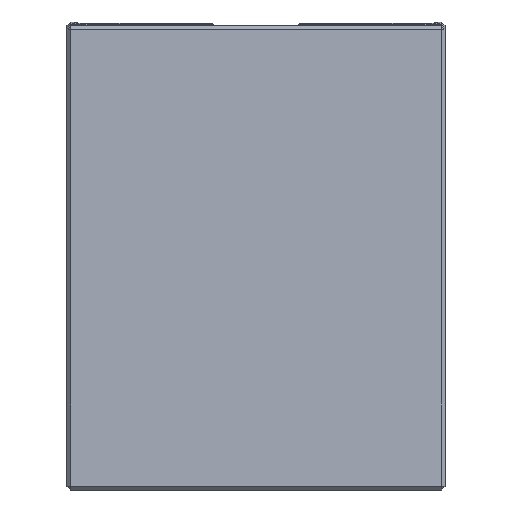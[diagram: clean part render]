
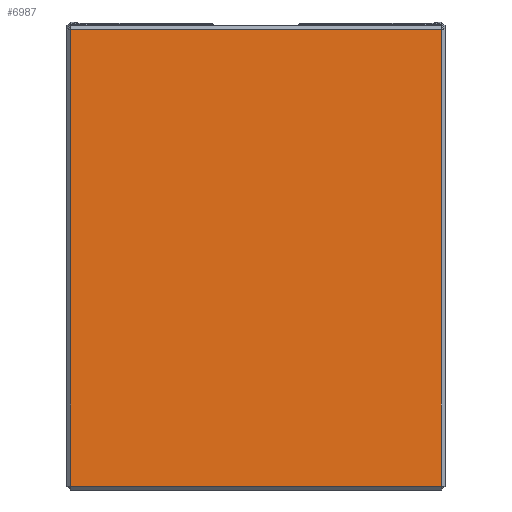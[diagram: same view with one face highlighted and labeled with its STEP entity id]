
A CAD part, front view. The second image highlights one B-rep face of the part: STEP entity #6987.
In plain terms, the highlighted planar face has unit normal (0, -0.998, 0.068).
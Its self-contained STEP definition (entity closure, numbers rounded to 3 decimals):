
#411=PLANE('',#7432);
#872=FACE_OUTER_BOUND('',#1334,.T.);
#1334=EDGE_LOOP('',(#6380,#6381,#6382,#6383));
#2174=LINE('',#12193,#3083);
#2188=LINE('',#12222,#3097);
#2193=LINE('',#12229,#3102);
#2195=LINE('',#12232,#3104);
#3083=VECTOR('',#9007,10.);
#3097=VECTOR('',#9033,10.);
#3102=VECTOR('',#9042,10.);
#3104=VECTOR('',#9046,10.);
#3655=VERTEX_POINT('',#12160);
#3664=VERTEX_POINT('',#12188);
#3667=VERTEX_POINT('',#12198);
#3671=VERTEX_POINT('',#12215);
#4542=EDGE_CURVE('',#3655,#3664,#2174,.T.);
#4556=EDGE_CURVE('',#3671,#3667,#2188,.T.);
#4561=EDGE_CURVE('',#3664,#3671,#2193,.T.);
#4563=EDGE_CURVE('',#3667,#3655,#2195,.T.);
#6380=ORIENTED_EDGE('',*,*,#4556,.F.);
#6381=ORIENTED_EDGE('',*,*,#4561,.F.);
#6382=ORIENTED_EDGE('',*,*,#4542,.F.);
#6383=ORIENTED_EDGE('',*,*,#4563,.F.);
#6987=ADVANCED_FACE('',(#872),#411,.T.);
#7432=AXIS2_PLACEMENT_3D('',#12274,#9096,#9097);
#9007=DIRECTION('',(1.,0.,0.));
#9033=DIRECTION('',(-1.,0.,0.));
#9042=DIRECTION('',(0.,-0.068,-0.998));
#9046=DIRECTION('',(0.,0.068,0.998));
#9096=DIRECTION('center_axis',(0.,-0.998,0.068));
#9097=DIRECTION('ref_axis',(0.,-0.068,-0.998));
#12160=CARTESIAN_POINT('',(-47.,-11.139,94.426));
#12188=CARTESIAN_POINT('',(47.,-11.139,94.426));
#12193=CARTESIAN_POINT('',(0.,-11.139,94.426));
#12198=CARTESIAN_POINT('',(-47.,-19.003,-21.47));
#12215=CARTESIAN_POINT('',(47.,-19.003,-21.47));
#12222=CARTESIAN_POINT('',(0.,-19.003,-21.47));
#12229=CARTESIAN_POINT('',(47.,-13.053,66.222));
#12232=CARTESIAN_POINT('',(-47.,-13.053,66.222));
#12274=CARTESIAN_POINT('Origin',(0.,-11.071,95.423));
